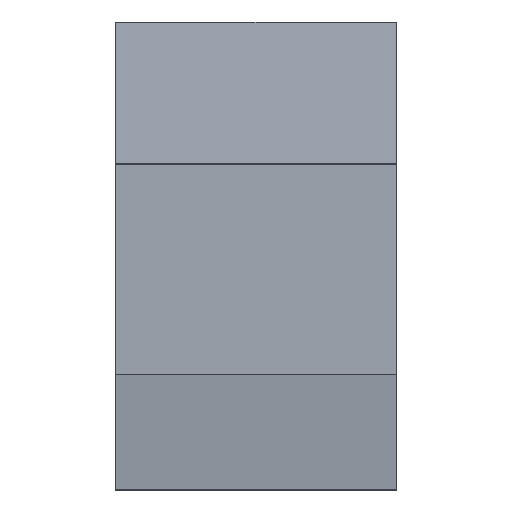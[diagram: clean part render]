
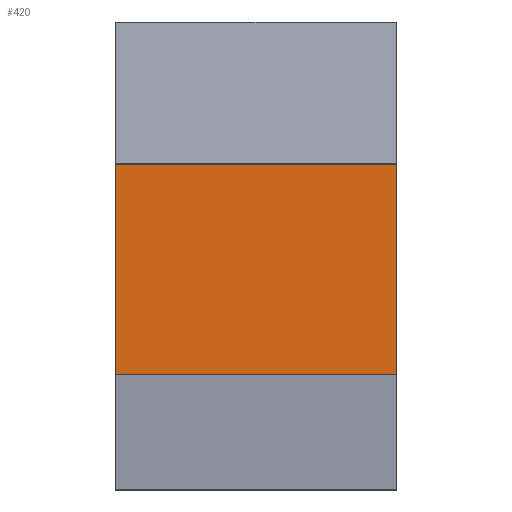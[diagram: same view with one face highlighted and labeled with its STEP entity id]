
A CAD part, front view. The second image highlights one B-rep face of the part: STEP entity #420.
In plain terms, the highlighted planar face has unit normal (0, -1, 0).
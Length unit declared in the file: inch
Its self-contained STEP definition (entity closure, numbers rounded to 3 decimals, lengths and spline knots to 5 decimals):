
#8 = ORIENTED_EDGE ( 'NONE', *, *, #290, .F. ) ;
#30 = CARTESIAN_POINT ( 'NONE',  ( 14., 1.2, 0.51846 ) ) ;
#34 = VERTEX_POINT ( 'NONE', #808 ) ;
#136 = DIRECTION ( 'NONE',  ( 0., 0., -1. ) ) ;
#164 = AXIS2_PLACEMENT_3D ( 'NONE', #499, #972, #413 ) ;
#242 = DIRECTION ( 'NONE',  ( 0., 0., -1. ) ) ;
#271 = VERTEX_POINT ( 'NONE', #1119 ) ;
#276 = CARTESIAN_POINT ( 'NONE',  ( 14., 1.2, 0.51846 ) ) ;
#277 = CARTESIAN_POINT ( 'NONE',  ( 14., 1.2, -20.50426 ) ) ;
#290 = EDGE_CURVE ( 'NONE', #447, #34, #1240, .T. ) ;
#326 = VERTEX_POINT ( 'NONE', #276 ) ;
#333 = EDGE_CURVE ( 'NONE', #326, #271, #1478, .T. ) ;
#362 = LINE ( 'NONE', #1311, #441 ) ;
#413 = DIRECTION ( 'NONE',  ( 0., 0., 1. ) ) ;
#420 = ADVANCED_FACE ( 'NONE', ( #1352 ), #618, .F. ) ;
#441 = VECTOR ( 'NONE', #242, 39.37008 ) ;
#447 = VERTEX_POINT ( 'NONE', #277 ) ;
#499 = CARTESIAN_POINT ( 'NONE',  ( 14., 1.2, -20.50426 ) ) ;
#525 = CARTESIAN_POINT ( 'NONE',  ( 14., 1.2, -20.50426 ) ) ;
#584 = ORIENTED_EDGE ( 'NONE', *, *, #1516, .T. ) ;
#618 = PLANE ( 'NONE',  #164 ) ;
#707 = LINE ( 'NONE', #1309, #837 ) ;
#729 = EDGE_CURVE ( 'NONE', #326, #447, #362, .T. ) ;
#737 = EDGE_LOOP ( 'NONE', ( #584, #8, #1025, #934 ) ) ;
#767 = DIRECTION ( 'NONE',  ( -1., 0., 0. ) ) ;
#808 = CARTESIAN_POINT ( 'NONE',  ( -14., 1.2, -20.50426 ) ) ;
#837 = VECTOR ( 'NONE', #136, 39.37008 ) ;
#934 = ORIENTED_EDGE ( 'NONE', *, *, #333, .T. ) ;
#972 = DIRECTION ( 'NONE',  ( 0., 1., 0. ) ) ;
#1025 = ORIENTED_EDGE ( 'NONE', *, *, #729, .F. ) ;
#1085 = VECTOR ( 'NONE', #767, 39.37008 ) ;
#1119 = CARTESIAN_POINT ( 'NONE',  ( -14., 1.2, 0.51846 ) ) ;
#1152 = VECTOR ( 'NONE', #1332, 39.37008 ) ;
#1240 = LINE ( 'NONE', #525, #1085 ) ;
#1309 = CARTESIAN_POINT ( 'NONE',  ( -14., 1.2, -20.50426 ) ) ;
#1311 = CARTESIAN_POINT ( 'NONE',  ( 14., 1.2, -20.50426 ) ) ;
#1332 = DIRECTION ( 'NONE',  ( -1., 0., 0. ) ) ;
#1352 = FACE_OUTER_BOUND ( 'NONE', #737, .T. ) ;
#1478 = LINE ( 'NONE', #30, #1152 ) ;
#1516 = EDGE_CURVE ( 'NONE', #271, #34, #707, .T. ) ;
